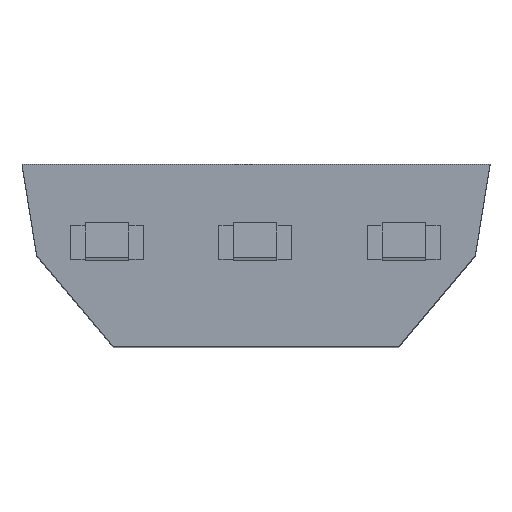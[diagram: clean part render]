
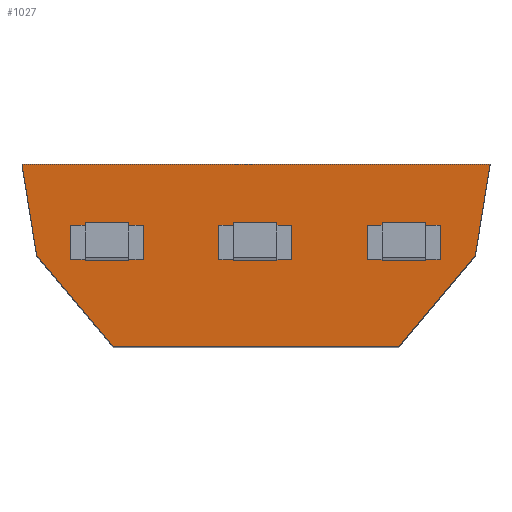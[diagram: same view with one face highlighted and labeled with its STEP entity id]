
A CAD part, top view. The second image highlights one B-rep face of the part: STEP entity #1027.
In plain terms, the highlighted planar face has unit normal (0, -0.062, 0.998).
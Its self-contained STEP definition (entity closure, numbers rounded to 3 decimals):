
#15 = VERTEX_POINT ( 'NONE', #2184 ) ;
#38 = CARTESIAN_POINT ( 'NONE',  ( 2.05, 0.8, 2.05 ) ) ;
#56 = VERTEX_POINT ( 'NONE', #1145 ) ;
#65 = DIRECTION ( 'NONE',  ( -1., 0., 0. ) ) ;
#79 = DIRECTION ( 'NONE',  ( 0., -0.998, -0.062 ) ) ;
#133 = LINE ( 'NONE', #2085, #1087 ) ;
#238 = CARTESIAN_POINT ( 'NONE',  ( -2.05, 0.8, 2.05 ) ) ;
#386 = CARTESIAN_POINT ( 'NONE',  ( 2.05, 0.8, 2.05 ) ) ;
#397 = ORIENTED_EDGE ( 'NONE', *, *, #1416, .F. ) ;
#404 = ORIENTED_EDGE ( 'NONE', *, *, #803, .T. ) ;
#405 = PLANE ( 'NONE',  #1949 ) ;
#420 = VERTEX_POINT ( 'NONE', #1936 ) ;
#432 = VERTEX_POINT ( 'NONE', #910 ) ;
#449 = LINE ( 'NONE', #38, #1237 ) ;
#493 = ORIENTED_EDGE ( 'NONE', *, *, #1092, .T. ) ;
#765 = CARTESIAN_POINT ( 'NONE',  ( 1.253, -0.796, 1.95 ) ) ;
#803 = EDGE_CURVE ( 'NONE', #420, #951, #449, .T. ) ;
#910 = CARTESIAN_POINT ( 'NONE',  ( -2.05, 0.8, 2.05 ) ) ;
#922 = VECTOR ( 'NONE', #65, 1000. ) ;
#938 = VECTOR ( 'NONE', #1945, 1000. ) ;
#939 = CARTESIAN_POINT ( 'NONE',  ( 8., 0.8, 2.05 ) ) ;
#951 = VERTEX_POINT ( 'NONE', #386 ) ;
#1027 = ADVANCED_FACE ( 'NONE', ( #1454 ), #405, .T. ) ;
#1034 = EDGE_LOOP ( 'NONE', ( #1683, #493, #397, #1629, #404, #1989 ) ) ;
#1087 = VECTOR ( 'NONE', #1200, 1000. ) ;
#1092 = EDGE_CURVE ( 'NONE', #15, #1180, #133, .T. ) ;
#1145 = CARTESIAN_POINT ( 'NONE',  ( 1.25, -0.8, 1.95 ) ) ;
#1180 = VERTEX_POINT ( 'NONE', #1228 ) ;
#1200 = DIRECTION ( 'NONE',  ( 0.642, -0.765, -0.048 ) ) ;
#1228 = CARTESIAN_POINT ( 'NONE',  ( -1.25, -0.8, 1.95 ) ) ;
#1237 = VECTOR ( 'NONE', #2055, 1000. ) ;
#1292 = CARTESIAN_POINT ( 'NONE',  ( -2.05, 0.8, 2.05 ) ) ;
#1416 = EDGE_CURVE ( 'NONE', #56, #1180, #1912, .T. ) ;
#1454 = FACE_OUTER_BOUND ( 'NONE', #1034, .T. ) ;
#1480 = DIRECTION ( 'NONE',  ( 0.159, -0.985, -0.062 ) ) ;
#1527 = VECTOR ( 'NONE', #1993, 1000. ) ;
#1572 = LINE ( 'NONE', #1292, #922 ) ;
#1599 = EDGE_CURVE ( 'NONE', #951, #432, #1572, .T. ) ;
#1629 = ORIENTED_EDGE ( 'NONE', *, *, #2187, .T. ) ;
#1630 = DIRECTION ( 'NONE',  ( 0., -0.062, 0.998 ) ) ;
#1656 = EDGE_CURVE ( 'NONE', #432, #15, #2258, .T. ) ;
#1683 = ORIENTED_EDGE ( 'NONE', *, *, #1656, .T. ) ;
#1712 = LINE ( 'NONE', #765, #1527 ) ;
#1901 = VECTOR ( 'NONE', #1480, 1000. ) ;
#1912 = LINE ( 'NONE', #2118, #938 ) ;
#1936 = CARTESIAN_POINT ( 'NONE',  ( 1.921, 0., 2. ) ) ;
#1945 = DIRECTION ( 'NONE',  ( -1., 0., 0. ) ) ;
#1949 = AXIS2_PLACEMENT_3D ( 'NONE', #939, #1630, #79 ) ;
#1989 = ORIENTED_EDGE ( 'NONE', *, *, #1599, .T. ) ;
#1993 = DIRECTION ( 'NONE',  ( 0.642, 0.765, 0.048 ) ) ;
#2055 = DIRECTION ( 'NONE',  ( 0.159, 0.985, 0.062 ) ) ;
#2085 = CARTESIAN_POINT ( 'NONE',  ( -1.253, -0.796, 1.95 ) ) ;
#2118 = CARTESIAN_POINT ( 'NONE',  ( 8., -0.8, 1.95 ) ) ;
#2184 = CARTESIAN_POINT ( 'NONE',  ( -1.921, 0., 2. ) ) ;
#2187 = EDGE_CURVE ( 'NONE', #56, #420, #1712, .T. ) ;
#2258 = LINE ( 'NONE', #238, #1901 ) ;
